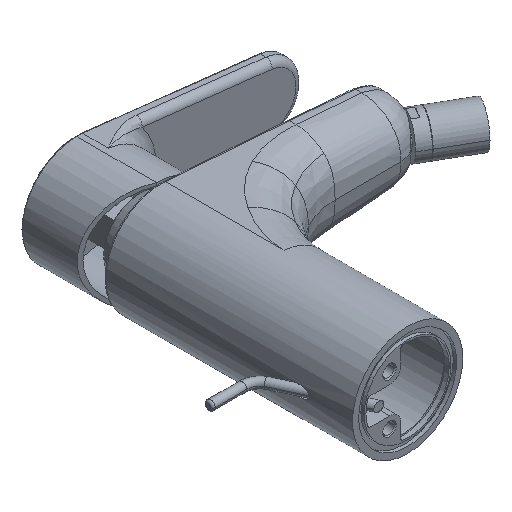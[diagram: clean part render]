
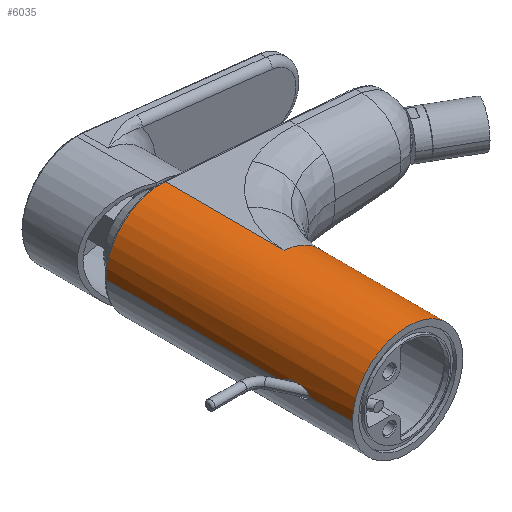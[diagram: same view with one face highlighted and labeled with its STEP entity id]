
A CAD part, isometric view. The second image highlights one B-rep face of the part: STEP entity #6035.
In plain terms, the highlighted cylindrical face has radius 24.5 mm (diameter 49 mm), a partial arc.
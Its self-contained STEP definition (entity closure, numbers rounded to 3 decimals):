
#32=CARTESIAN_POINT('',(-24.5,31.416,0.));
#33=CARTESIAN_POINT('',(-24.5,31.416,0.035));
#34=CARTESIAN_POINT('',(-24.5,31.412,0.105));
#35=CARTESIAN_POINT('',(-24.499,31.395,0.209));
#36=CARTESIAN_POINT('',(-24.498,31.366,0.314));
#37=CARTESIAN_POINT('',(-24.496,31.325,0.421));
#38=CARTESIAN_POINT('',(-24.494,31.271,0.531));
#39=CARTESIAN_POINT('',(-24.492,31.199,0.647));
#40=CARTESIAN_POINT('',(-24.488,31.107,0.768));
#41=CARTESIAN_POINT('',(-24.484,30.993,0.893));
#42=CARTESIAN_POINT('',(-24.479,30.853,1.026));
#43=CARTESIAN_POINT('',(-24.473,30.683,1.162));
#44=CARTESIAN_POINT('',(-24.465,30.478,1.304));
#45=CARTESIAN_POINT('',(-24.457,30.235,1.449));
#46=CARTESIAN_POINT('',(-24.448,29.949,1.596));
#47=CARTESIAN_POINT('',(-24.438,29.615,1.744));
#48=CARTESIAN_POINT('',(-24.427,29.226,1.891));
#49=CARTESIAN_POINT('',(-24.416,28.776,2.033));
#50=CARTESIAN_POINT('',(-24.404,28.252,2.17));
#51=CARTESIAN_POINT('',(-24.392,27.645,2.296));
#52=CARTESIAN_POINT('',(-24.382,26.956,2.4));
#53=CARTESIAN_POINT('',(-24.375,26.224,2.471));
#54=CARTESIAN_POINT('',(-24.372,25.478,2.504));
#55=CARTESIAN_POINT('',(-24.372,24.745,2.498));
#56=CARTESIAN_POINT('',(-24.377,24.044,2.455));
#57=CARTESIAN_POINT('',(-24.384,23.394,2.379));
#58=CARTESIAN_POINT('',(-24.394,22.802,2.277));
#59=CARTESIAN_POINT('',(-24.405,22.276,2.154));
#60=CARTESIAN_POINT('',(-24.417,21.814,2.018));
#61=CARTESIAN_POINT('',(-24.429,21.415,1.872));
#62=CARTESIAN_POINT('',(-24.44,21.073,1.722));
#63=CARTESIAN_POINT('',(-24.45,20.783,1.571));
#64=CARTESIAN_POINT('',(-24.459,20.538,1.421));
#65=CARTESIAN_POINT('',(-24.467,20.334,1.274));
#66=CARTESIAN_POINT('',(-24.474,20.164,1.131));
#67=CARTESIAN_POINT('',(-24.48,20.023,0.992));
#68=CARTESIAN_POINT('',(-24.485,19.908,0.858));
#69=CARTESIAN_POINT('',(-24.489,19.814,0.727));
#70=CARTESIAN_POINT('',(-24.493,19.739,0.6));
#71=CARTESIAN_POINT('',(-24.495,19.681,0.477));
#72=CARTESIAN_POINT('',(-24.497,19.637,0.357));
#73=CARTESIAN_POINT('',(-24.499,19.607,0.238));
#74=CARTESIAN_POINT('',(-24.5,19.589,0.119));
#75=CARTESIAN_POINT('',(-24.5,19.584,0.04));
#76=CARTESIAN_POINT('',(-24.5,19.584,0.));
#78=CARTESIAN_POINT('',(0.,110.,0.));
#79=DIRECTION('',(0.,1.,0.));
#80=DIRECTION('',(-1.,0.,0.));
#81=AXIS2_PLACEMENT_3D('',#78,#79,#80);
#83=DIRECTION('',(0.,1.,0.));
#84=VECTOR('',#83,52.287);
#85=CARTESIAN_POINT('',(1.851,57.713,24.43));
#86=LINE('',#85,#84);
#87=CARTESIAN_POINT('',(1.851,57.177,24.43));
#88=CARTESIAN_POINT('',(1.85,57.236,24.43));
#89=CARTESIAN_POINT('',(1.849,57.354,24.43));
#90=CARTESIAN_POINT('',(1.849,57.535,24.43));
#91=CARTESIAN_POINT('',(1.85,57.654,24.43));
#92=CARTESIAN_POINT('',(1.851,57.713,24.43));
#94=CARTESIAN_POINT('',(0.,0.5,0.));
#95=DIRECTION('',(0.,-1.,0.));
#96=DIRECTION('',(1.,0.,0.));
#97=AXIS2_PLACEMENT_3D('',#94,#95,#96);
#153=DIRECTION('',(0.,1.,0.));
#154=VECTOR('',#153,19.084);
#155=CARTESIAN_POINT('',(-24.5,0.5,0.));
#156=LINE('',#155,#154);
#162=DIRECTION('',(0.,-1.,0.));
#163=VECTOR('',#162,56.677);
#164=CARTESIAN_POINT('',(24.5,57.177,0.));
#165=LINE('',#164,#163);
#175=DIRECTION('',(0.,1.,0.));
#176=VECTOR('',#175,78.584);
#177=CARTESIAN_POINT('',(-24.5,31.416,0.));
#178=LINE('',#177,#176);
#208=CARTESIAN_POINT('',(0.,57.177,0.));
#209=DIRECTION('',(0.,1.,0.));
#210=DIRECTION('',(0.781,0.,0.625));
#211=AXIS2_PLACEMENT_3D('',#208,#209,#210);
#221=CARTESIAN_POINT('',(0.,57.177,0.));
#222=DIRECTION('',(0.,1.,0.));
#223=DIRECTION('',(0.076,0.,0.997));
#224=AXIS2_PLACEMENT_3D('',#221,#222,#223);
#5344=CARTESIAN_POINT('',(24.5,57.177,0.));
#5345=VERTEX_POINT('',#5344);
#5357=CARTESIAN_POINT('',(19.125,57.177,15.313));
#5358=VERTEX_POINT('',#5357);
#5359=CARTESIAN_POINT('',(1.851,57.177,24.43));
#5360=VERTEX_POINT('',#5359);
#5362=VERTEX_POINT('',#92);
#5381=CARTESIAN_POINT('',(1.851,110.,24.43));
#5383=VERTEX_POINT('',#5381);
#5396=CARTESIAN_POINT('',(-24.5,110.,0.));
#5397=VERTEX_POINT('',#5396);
#5736=CARTESIAN_POINT('',(24.5,0.5,0.));
#5737=CARTESIAN_POINT('',(-24.5,0.5,0.));
#5738=VERTEX_POINT('',#5736);
#5739=VERTEX_POINT('',#5737);
#5765=CARTESIAN_POINT('',(-24.5,19.584,0.));
#5767=VERTEX_POINT('',#5765);
#5769=CARTESIAN_POINT('',(-24.5,31.416,0.));
#5771=VERTEX_POINT('',#5769);
#6009=CARTESIAN_POINT('',(0.,110.5,0.));
#6010=DIRECTION('',(0.,-1.,0.));
#6011=DIRECTION('',(1.,0.,0.));
#6012=AXIS2_PLACEMENT_3D('',#6009,#6010,#6011);
#6013=CYLINDRICAL_SURFACE('',#6012,24.5);
#6015=ORIENTED_EDGE('',*,*,#6014,.F.);
#6017=ORIENTED_EDGE('',*,*,#6016,.T.);
#6019=ORIENTED_EDGE('',*,*,#6018,.T.);
#6021=ORIENTED_EDGE('',*,*,#6020,.F.);
#6023=ORIENTED_EDGE('',*,*,#6022,.F.);
#6025=ORIENTED_EDGE('',*,*,#6024,.T.);
#6027=ORIENTED_EDGE('',*,*,#6026,.T.);
#6029=ORIENTED_EDGE('',*,*,#6028,.T.);
#6030=ORIENTED_EDGE('',*,*,#5989,.T.);
#6032=ORIENTED_EDGE('',*,*,#6031,.T.);
#6033=EDGE_LOOP('',(#6015,#6017,#6019,#6021,#6023,#6025,#6027,#6029,#6030,
#6032));
#6034=FACE_OUTER_BOUND('',#6033,.F.);
#6035=ADVANCED_FACE('',(#6034),#6013,.T.);
#77=B_SPLINE_CURVE_WITH_KNOTS('',3,(#32,#33,#34,#35,#36,#37,#38,#39,#40,#41,#42,
#43,#44,#45,#46,#47,#48,#49,#50,#51,#52,#53,#54,#55,#56,#57,#58,#59,#60,#61,#62,
#63,#64,#65,#66,#67,#68,#69,#70,#71,#72,#73,#74,#75,#76),.UNSPECIFIED.,.F.,.F.,(
4,1,1,1,1,1,1,1,1,1,1,1,1,1,1,1,1,1,1,1,1,1,1,1,1,1,1,1,1,1,1,1,1,1,1,1,1,1,1,1,
1,1,4),(0.,0.024,0.048,0.071,
0.095,0.119,0.143,0.167,
0.19,0.214,0.238,0.262,
0.286,0.31,0.333,0.357,
0.381,0.405,0.429,0.452,
0.476,0.5,0.524,0.548,0.571,
0.595,0.619,0.643,0.667,
0.69,0.714,0.738,0.762,
0.786,0.81,0.833,0.857,
0.881,0.905,0.929,0.952,
0.976,1.),.UNSPECIFIED.);
#82=CIRCLE('',#81,24.5);
#93=B_SPLINE_CURVE_WITH_KNOTS('',3,(#87,#88,#89,#90,#91,#92),.UNSPECIFIED.,.F.,
.F.,(4,1,1,4),(0.,0.333,0.667,1.),.UNSPECIFIED.);
#98=CIRCLE('',#97,24.5);
#212=CIRCLE('',#211,24.5);
#225=CIRCLE('',#224,24.5);
#5989=EDGE_CURVE('',#5738,#5739,#98,.T.);
#6014=EDGE_CURVE('',#5771,#5767,#77,.T.);
#6016=EDGE_CURVE('',#5771,#5397,#178,.T.);
#6018=EDGE_CURVE('',#5397,#5383,#82,.T.);
#6020=EDGE_CURVE('',#5362,#5383,#86,.T.);
#6022=EDGE_CURVE('',#5360,#5362,#93,.T.);
#6024=EDGE_CURVE('',#5360,#5358,#225,.T.);
#6026=EDGE_CURVE('',#5358,#5345,#212,.T.);
#6028=EDGE_CURVE('',#5345,#5738,#165,.T.);
#6031=EDGE_CURVE('',#5739,#5767,#156,.T.);
